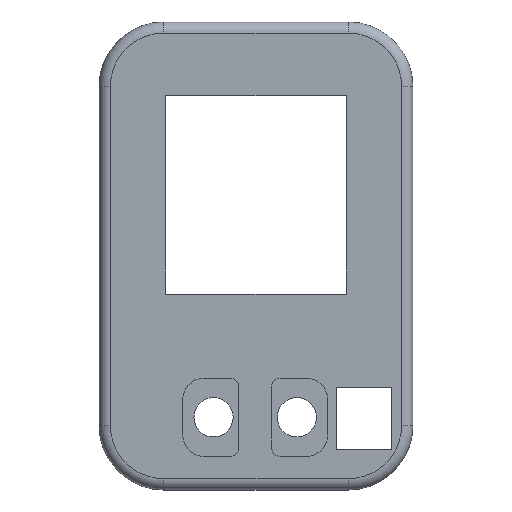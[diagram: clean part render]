
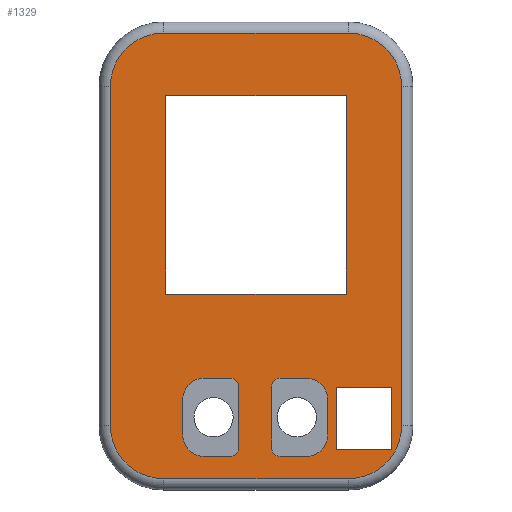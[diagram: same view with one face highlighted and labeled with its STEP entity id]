
A CAD part, top view. The second image highlights one B-rep face of the part: STEP entity #1329.
In plain terms, the highlighted planar face has unit normal (0, 0, 1).
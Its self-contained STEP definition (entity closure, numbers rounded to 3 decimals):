
#1024 = VERTEX_POINT('',#1025);
#1025 = CARTESIAN_POINT('',(-26.,30.25,9.1));
#1032 = EDGE_CURVE('',#1024,#1033,#1035,.T.);
#1033 = VERTEX_POINT('',#1034);
#1034 = CARTESIAN_POINT('',(-26.,-30.25,9.1));
#1035 = LINE('',#1036,#1037);
#1036 = CARTESIAN_POINT('',(-26.,30.25,9.1));
#1037 = VECTOR('',#1038,1.);
#1038 = DIRECTION('',(0.,-1.,0.));
#1057 = VERTEX_POINT('',#1058);
#1058 = CARTESIAN_POINT('',(16.5,39.75,9.1));
#1065 = EDGE_CURVE('',#1057,#1066,#1068,.T.);
#1066 = VERTEX_POINT('',#1067);
#1067 = CARTESIAN_POINT('',(-16.5,39.75,9.1));
#1068 = LINE('',#1069,#1070);
#1069 = CARTESIAN_POINT('',(16.5,39.75,9.1));
#1070 = VECTOR('',#1071,1.);
#1071 = DIRECTION('',(-1.,0.,0.));
#1092 = EDGE_CURVE('',#1066,#1024,#1093,.T.);
#1093 = CIRCLE('',#1094,9.5);
#1094 = AXIS2_PLACEMENT_3D('',#1095,#1096,#1097);
#1095 = CARTESIAN_POINT('',(-16.5,30.25,9.1));
#1096 = DIRECTION('',(0.,-0.,1.));
#1097 = DIRECTION('',(0.,1.,0.));
#1110 = VERTEX_POINT('',#1111);
#1111 = CARTESIAN_POINT('',(-16.5,-39.75,9.1));
#1118 = EDGE_CURVE('',#1033,#1110,#1119,.T.);
#1119 = CIRCLE('',#1120,9.5);
#1120 = AXIS2_PLACEMENT_3D('',#1121,#1122,#1123);
#1121 = CARTESIAN_POINT('',(-16.5,-30.25,9.1));
#1122 = DIRECTION('',(0.,0.,1.));
#1123 = DIRECTION('',(-1.,0.,0.));
#1134 = EDGE_CURVE('',#1110,#1135,#1137,.T.);
#1135 = VERTEX_POINT('',#1136);
#1136 = CARTESIAN_POINT('',(16.5,-39.75,9.1));
#1137 = LINE('',#1138,#1139);
#1138 = CARTESIAN_POINT('',(-16.5,-39.75,9.1));
#1139 = VECTOR('',#1140,1.);
#1140 = DIRECTION('',(1.,0.,0.));
#1161 = VERTEX_POINT('',#1162);
#1162 = CARTESIAN_POINT('',(26.,-30.25,9.1));
#1169 = EDGE_CURVE('',#1135,#1161,#1170,.T.);
#1170 = CIRCLE('',#1171,9.5);
#1171 = AXIS2_PLACEMENT_3D('',#1172,#1173,#1174);
#1172 = CARTESIAN_POINT('',(16.5,-30.25,9.1));
#1173 = DIRECTION('',(0.,0.,1.));
#1174 = DIRECTION('',(0.,-1.,0.));
#1185 = EDGE_CURVE('',#1161,#1186,#1188,.T.);
#1186 = VERTEX_POINT('',#1187);
#1187 = CARTESIAN_POINT('',(26.,30.25,9.1));
#1188 = LINE('',#1189,#1190);
#1189 = CARTESIAN_POINT('',(26.,-30.25,9.1));
#1190 = VECTOR('',#1191,1.);
#1191 = DIRECTION('',(0.,1.,0.));
#1212 = EDGE_CURVE('',#1186,#1057,#1213,.T.);
#1213 = CIRCLE('',#1214,9.5);
#1214 = AXIS2_PLACEMENT_3D('',#1215,#1216,#1217);
#1215 = CARTESIAN_POINT('',(16.5,30.25,9.1));
#1216 = DIRECTION('',(0.,0.,1.));
#1217 = DIRECTION('',(1.,0.,0.));
#1329 = ADVANCED_FACE('',(#1330,#1340,#1410,#1480,#1514),#1548,.T.);
#1330 = FACE_BOUND('',#1331,.T.);
#1331 = EDGE_LOOP('',(#1332,#1333,#1334,#1335,#1336,#1337,#1338,#1339));
#1332 = ORIENTED_EDGE('',*,*,#1032,.T.);
#1333 = ORIENTED_EDGE('',*,*,#1118,.T.);
#1334 = ORIENTED_EDGE('',*,*,#1134,.T.);
#1335 = ORIENTED_EDGE('',*,*,#1169,.T.);
#1336 = ORIENTED_EDGE('',*,*,#1185,.T.);
#1337 = ORIENTED_EDGE('',*,*,#1212,.T.);
#1338 = ORIENTED_EDGE('',*,*,#1065,.T.);
#1339 = ORIENTED_EDGE('',*,*,#1092,.T.);
#1340 = FACE_BOUND('',#1341,.T.);
#1341 = EDGE_LOOP('',(#1342,#1352,#1361,#1369,#1378,#1386,#1395,#1403));
#1342 = ORIENTED_EDGE('',*,*,#1343,.F.);
#1343 = EDGE_CURVE('',#1344,#1346,#1348,.T.);
#1344 = VERTEX_POINT('',#1345);
#1345 = CARTESIAN_POINT('',(-13.08,-25.64,9.1));
#1346 = VERTEX_POINT('',#1347);
#1347 = CARTESIAN_POINT('',(-13.08,-31.94,9.1));
#1348 = LINE('',#1349,#1350);
#1349 = CARTESIAN_POINT('',(-13.08,-25.64,9.1));
#1350 = VECTOR('',#1351,1.);
#1351 = DIRECTION('',(0.,-1.,0.));
#1352 = ORIENTED_EDGE('',*,*,#1353,.F.);
#1353 = EDGE_CURVE('',#1354,#1344,#1356,.T.);
#1354 = VERTEX_POINT('',#1355);
#1355 = CARTESIAN_POINT('',(-9.23,-21.79,9.1));
#1356 = CIRCLE('',#1357,3.85);
#1357 = AXIS2_PLACEMENT_3D('',#1358,#1359,#1360);
#1358 = CARTESIAN_POINT('',(-9.23,-25.64,9.1));
#1359 = DIRECTION('',(0.,0.,1.));
#1360 = DIRECTION('',(1.,0.,0.));
#1361 = ORIENTED_EDGE('',*,*,#1362,.F.);
#1362 = EDGE_CURVE('',#1363,#1354,#1365,.T.);
#1363 = VERTEX_POINT('',#1364);
#1364 = CARTESIAN_POINT('',(-4.58,-21.79,9.1));
#1365 = LINE('',#1366,#1367);
#1366 = CARTESIAN_POINT('',(-4.58,-21.79,9.1));
#1367 = VECTOR('',#1368,1.);
#1368 = DIRECTION('',(-1.,0.,0.));
#1369 = ORIENTED_EDGE('',*,*,#1370,.F.);
#1370 = EDGE_CURVE('',#1371,#1363,#1373,.T.);
#1371 = VERTEX_POINT('',#1372);
#1372 = CARTESIAN_POINT('',(-3.08,-23.29,9.1));
#1373 = CIRCLE('',#1374,1.5);
#1374 = AXIS2_PLACEMENT_3D('',#1375,#1376,#1377);
#1375 = CARTESIAN_POINT('',(-4.58,-23.29,9.1));
#1376 = DIRECTION('',(0.,0.,1.));
#1377 = DIRECTION('',(1.,0.,0.));
#1378 = ORIENTED_EDGE('',*,*,#1379,.F.);
#1379 = EDGE_CURVE('',#1380,#1371,#1382,.T.);
#1380 = VERTEX_POINT('',#1381);
#1381 = CARTESIAN_POINT('',(-3.08,-34.29,9.1));
#1382 = LINE('',#1383,#1384);
#1383 = CARTESIAN_POINT('',(-3.08,-34.29,9.1));
#1384 = VECTOR('',#1385,1.);
#1385 = DIRECTION('',(0.,1.,0.));
#1386 = ORIENTED_EDGE('',*,*,#1387,.F.);
#1387 = EDGE_CURVE('',#1388,#1380,#1390,.T.);
#1388 = VERTEX_POINT('',#1389);
#1389 = CARTESIAN_POINT('',(-4.58,-35.79,9.1));
#1390 = CIRCLE('',#1391,1.5);
#1391 = AXIS2_PLACEMENT_3D('',#1392,#1393,#1394);
#1392 = CARTESIAN_POINT('',(-4.58,-34.29,9.1));
#1393 = DIRECTION('',(0.,0.,1.));
#1394 = DIRECTION('',(1.,0.,0.));
#1395 = ORIENTED_EDGE('',*,*,#1396,.F.);
#1396 = EDGE_CURVE('',#1397,#1388,#1399,.T.);
#1397 = VERTEX_POINT('',#1398);
#1398 = CARTESIAN_POINT('',(-9.23,-35.79,9.1));
#1399 = LINE('',#1400,#1401);
#1400 = CARTESIAN_POINT('',(-9.23,-35.79,9.1));
#1401 = VECTOR('',#1402,1.);
#1402 = DIRECTION('',(1.,0.,0.));
#1403 = ORIENTED_EDGE('',*,*,#1404,.F.);
#1404 = EDGE_CURVE('',#1346,#1397,#1405,.T.);
#1405 = CIRCLE('',#1406,3.85);
#1406 = AXIS2_PLACEMENT_3D('',#1407,#1408,#1409);
#1407 = CARTESIAN_POINT('',(-9.23,-31.94,9.1));
#1408 = DIRECTION('',(0.,0.,1.));
#1409 = DIRECTION('',(1.,0.,0.));
#1410 = FACE_BOUND('',#1411,.T.);
#1411 = EDGE_LOOP('',(#1412,#1422,#1431,#1439,#1448,#1456,#1465,#1473));
#1412 = ORIENTED_EDGE('',*,*,#1413,.F.);
#1413 = EDGE_CURVE('',#1414,#1416,#1418,.T.);
#1414 = VERTEX_POINT('',#1415);
#1415 = CARTESIAN_POINT('',(2.8,-23.29,9.1));
#1416 = VERTEX_POINT('',#1417);
#1417 = CARTESIAN_POINT('',(2.8,-34.29,9.1));
#1418 = LINE('',#1419,#1420);
#1419 = CARTESIAN_POINT('',(2.8,-23.29,9.1));
#1420 = VECTOR('',#1421,1.);
#1421 = DIRECTION('',(0.,-1.,0.));
#1422 = ORIENTED_EDGE('',*,*,#1423,.F.);
#1423 = EDGE_CURVE('',#1424,#1414,#1426,.T.);
#1424 = VERTEX_POINT('',#1425);
#1425 = CARTESIAN_POINT('',(4.3,-21.79,9.1));
#1426 = CIRCLE('',#1427,1.5);
#1427 = AXIS2_PLACEMENT_3D('',#1428,#1429,#1430);
#1428 = CARTESIAN_POINT('',(4.3,-23.29,9.1));
#1429 = DIRECTION('',(0.,0.,1.));
#1430 = DIRECTION('',(1.,0.,0.));
#1431 = ORIENTED_EDGE('',*,*,#1432,.F.);
#1432 = EDGE_CURVE('',#1433,#1424,#1435,.T.);
#1433 = VERTEX_POINT('',#1434);
#1434 = CARTESIAN_POINT('',(8.95,-21.79,9.1));
#1435 = LINE('',#1436,#1437);
#1436 = CARTESIAN_POINT('',(8.95,-21.79,9.1));
#1437 = VECTOR('',#1438,1.);
#1438 = DIRECTION('',(-1.,0.,0.));
#1439 = ORIENTED_EDGE('',*,*,#1440,.F.);
#1440 = EDGE_CURVE('',#1441,#1433,#1443,.T.);
#1441 = VERTEX_POINT('',#1442);
#1442 = CARTESIAN_POINT('',(12.8,-25.64,9.1));
#1443 = CIRCLE('',#1444,3.85);
#1444 = AXIS2_PLACEMENT_3D('',#1445,#1446,#1447);
#1445 = CARTESIAN_POINT('',(8.95,-25.64,9.1));
#1446 = DIRECTION('',(0.,0.,1.));
#1447 = DIRECTION('',(1.,0.,0.));
#1448 = ORIENTED_EDGE('',*,*,#1449,.F.);
#1449 = EDGE_CURVE('',#1450,#1441,#1452,.T.);
#1450 = VERTEX_POINT('',#1451);
#1451 = CARTESIAN_POINT('',(12.8,-31.94,9.1));
#1452 = LINE('',#1453,#1454);
#1453 = CARTESIAN_POINT('',(12.8,-31.94,9.1));
#1454 = VECTOR('',#1455,1.);
#1455 = DIRECTION('',(0.,1.,0.));
#1456 = ORIENTED_EDGE('',*,*,#1457,.F.);
#1457 = EDGE_CURVE('',#1458,#1450,#1460,.T.);
#1458 = VERTEX_POINT('',#1459);
#1459 = CARTESIAN_POINT('',(8.95,-35.79,9.1));
#1460 = CIRCLE('',#1461,3.85);
#1461 = AXIS2_PLACEMENT_3D('',#1462,#1463,#1464);
#1462 = CARTESIAN_POINT('',(8.95,-31.94,9.1));
#1463 = DIRECTION('',(0.,0.,1.));
#1464 = DIRECTION('',(1.,0.,0.));
#1465 = ORIENTED_EDGE('',*,*,#1466,.F.);
#1466 = EDGE_CURVE('',#1467,#1458,#1469,.T.);
#1467 = VERTEX_POINT('',#1468);
#1468 = CARTESIAN_POINT('',(4.3,-35.79,9.1));
#1469 = LINE('',#1470,#1471);
#1470 = CARTESIAN_POINT('',(4.3,-35.79,9.1));
#1471 = VECTOR('',#1472,1.);
#1472 = DIRECTION('',(1.,0.,0.));
#1473 = ORIENTED_EDGE('',*,*,#1474,.F.);
#1474 = EDGE_CURVE('',#1416,#1467,#1475,.T.);
#1475 = CIRCLE('',#1476,1.5);
#1476 = AXIS2_PLACEMENT_3D('',#1477,#1478,#1479);
#1477 = CARTESIAN_POINT('',(4.3,-34.29,9.1));
#1478 = DIRECTION('',(0.,0.,1.));
#1479 = DIRECTION('',(1.,0.,0.));
#1480 = FACE_BOUND('',#1481,.T.);
#1481 = EDGE_LOOP('',(#1482,#1492,#1500,#1508));
#1482 = ORIENTED_EDGE('',*,*,#1483,.F.);
#1483 = EDGE_CURVE('',#1484,#1486,#1488,.T.);
#1484 = VERTEX_POINT('',#1485);
#1485 = CARTESIAN_POINT('',(14.377,-23.41,9.1));
#1486 = VERTEX_POINT('',#1487);
#1487 = CARTESIAN_POINT('',(14.377,-34.56,9.1));
#1488 = LINE('',#1489,#1490);
#1489 = CARTESIAN_POINT('',(14.377,-23.41,9.1));
#1490 = VECTOR('',#1491,1.);
#1491 = DIRECTION('',(0.,-1.,0.));
#1492 = ORIENTED_EDGE('',*,*,#1493,.F.);
#1493 = EDGE_CURVE('',#1494,#1484,#1496,.T.);
#1494 = VERTEX_POINT('',#1495);
#1495 = CARTESIAN_POINT('',(24.253,-23.41,9.1));
#1496 = LINE('',#1497,#1498);
#1497 = CARTESIAN_POINT('',(24.253,-23.41,9.1));
#1498 = VECTOR('',#1499,1.);
#1499 = DIRECTION('',(-1.,0.,0.));
#1500 = ORIENTED_EDGE('',*,*,#1501,.F.);
#1501 = EDGE_CURVE('',#1502,#1494,#1504,.T.);
#1502 = VERTEX_POINT('',#1503);
#1503 = CARTESIAN_POINT('',(24.253,-34.56,9.1));
#1504 = LINE('',#1505,#1506);
#1505 = CARTESIAN_POINT('',(24.253,-34.56,9.1));
#1506 = VECTOR('',#1507,1.);
#1507 = DIRECTION('',(0.,1.,0.));
#1508 = ORIENTED_EDGE('',*,*,#1509,.F.);
#1509 = EDGE_CURVE('',#1486,#1502,#1510,.T.);
#1510 = LINE('',#1511,#1512);
#1511 = CARTESIAN_POINT('',(14.377,-34.56,9.1));
#1512 = VECTOR('',#1513,1.);
#1513 = DIRECTION('',(1.,0.,0.));
#1514 = FACE_BOUND('',#1515,.T.);
#1515 = EDGE_LOOP('',(#1516,#1526,#1534,#1542));
#1516 = ORIENTED_EDGE('',*,*,#1517,.F.);
#1517 = EDGE_CURVE('',#1518,#1520,#1522,.T.);
#1518 = VERTEX_POINT('',#1519);
#1519 = CARTESIAN_POINT('',(-16.1,28.6,9.1));
#1520 = VERTEX_POINT('',#1521);
#1521 = CARTESIAN_POINT('',(-16.1,-6.8,9.1));
#1522 = LINE('',#1523,#1524);
#1523 = CARTESIAN_POINT('',(-16.1,28.6,9.1));
#1524 = VECTOR('',#1525,1.);
#1525 = DIRECTION('',(0.,-1.,0.));
#1526 = ORIENTED_EDGE('',*,*,#1527,.F.);
#1527 = EDGE_CURVE('',#1528,#1518,#1530,.T.);
#1528 = VERTEX_POINT('',#1529);
#1529 = CARTESIAN_POINT('',(16.1,28.6,9.1));
#1530 = LINE('',#1531,#1532);
#1531 = CARTESIAN_POINT('',(16.1,28.6,9.1));
#1532 = VECTOR('',#1533,1.);
#1533 = DIRECTION('',(-1.,0.,0.));
#1534 = ORIENTED_EDGE('',*,*,#1535,.F.);
#1535 = EDGE_CURVE('',#1536,#1528,#1538,.T.);
#1536 = VERTEX_POINT('',#1537);
#1537 = CARTESIAN_POINT('',(16.1,-6.8,9.1));
#1538 = LINE('',#1539,#1540);
#1539 = CARTESIAN_POINT('',(16.1,-6.8,9.1));
#1540 = VECTOR('',#1541,1.);
#1541 = DIRECTION('',(0.,1.,0.));
#1542 = ORIENTED_EDGE('',*,*,#1543,.F.);
#1543 = EDGE_CURVE('',#1520,#1536,#1544,.T.);
#1544 = LINE('',#1545,#1546);
#1545 = CARTESIAN_POINT('',(-16.1,-6.8,9.1));
#1546 = VECTOR('',#1547,1.);
#1547 = DIRECTION('',(1.,0.,0.));
#1548 = PLANE('',#1549);
#1549 = AXIS2_PLACEMENT_3D('',#1550,#1551,#1552);
#1550 = CARTESIAN_POINT('',(0.,0.,9.1)
  );
#1551 = DIRECTION('',(0.,0.,1.));
#1552 = DIRECTION('',(1.,0.,0.));
